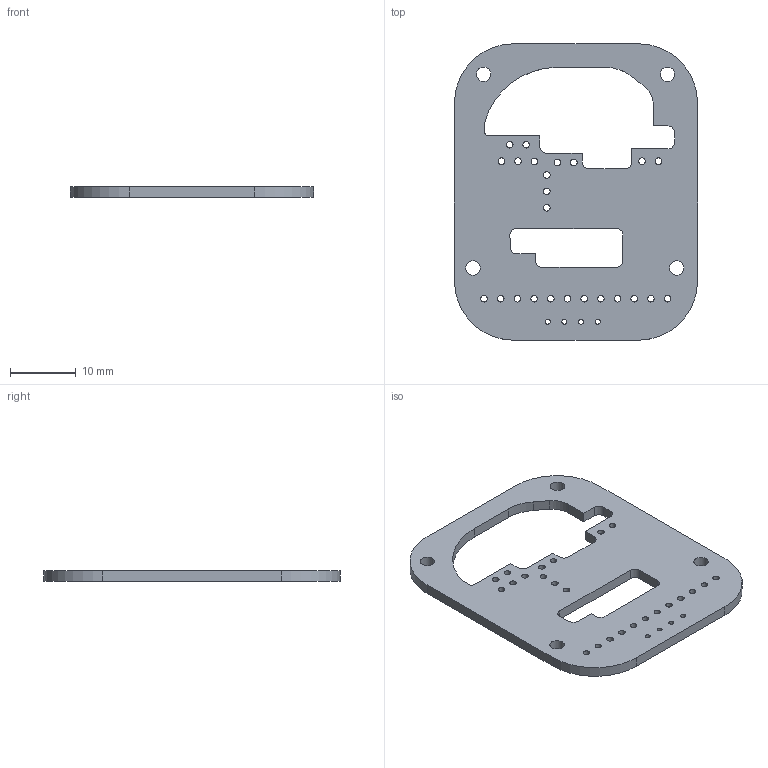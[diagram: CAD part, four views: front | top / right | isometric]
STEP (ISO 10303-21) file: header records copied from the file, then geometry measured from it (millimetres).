
FILE_DESCRIPTION(('KiCad electronic assembly'),'2;1');
FILE_NAME('CirqueDB.step','2022-05-20T15:01:25',('Pcbnew'),('Kicad'), 'Open CASCADE STEP processor 7.6','KiCad to STEP converter','Unknown' );
FILE_SCHEMA(('AUTOMOTIVE_DESIGN { 1 0 10303 214 1 1 1 1 }'));
Length unit declared in the file: millimetre
Products named in the file (2): CirqueDB 1; _autosave-CirqueDB PCB
Assembly tree (1 placements, depth 2):
  CirqueDB 1
    _autosave-CirqueDB PCB
Bounding box: 37 x 45.12 x 1.6 mm (x, y, z)
Volume: 1869.3 mm3; surface area: 2951.2 mm2
Topology: 1 solids, 1 shells, 76 faces, 222 edges, 148 vertices
Faces by surface type: cylinder 50, plane 26
Full cylindrical faces by diameter (mm): 0.762 x4, 1 x24, 2.2 x4
Entity records: 5635 total; most frequent: DIRECTION 922, CARTESIAN_POINT 892, LINE 466, VECTOR 466, ORIENTED_EDGE 444, PCURVE 444, DEFINITIONAL_REPRESENTATION 444, EDGE_CURVE 222
